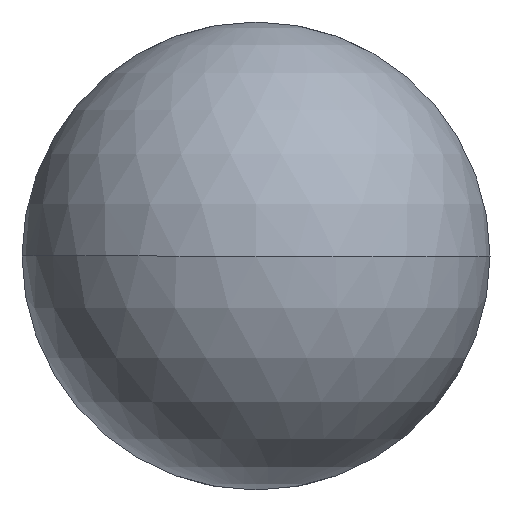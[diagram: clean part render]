
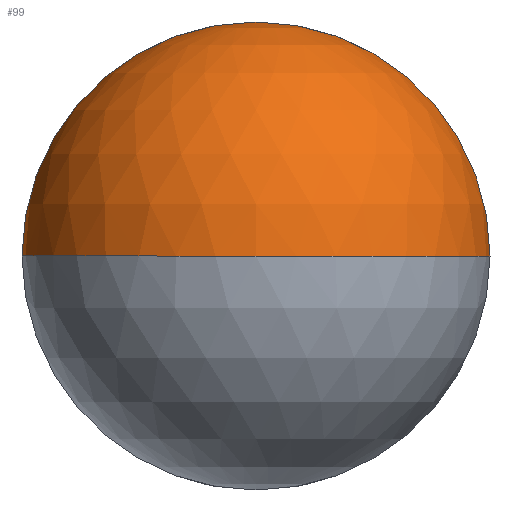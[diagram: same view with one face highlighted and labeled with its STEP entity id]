
A CAD part, front view. The second image highlights one B-rep face of the part: STEP entity #99.
In plain terms, the highlighted spherical face has radius 2.381 mm.
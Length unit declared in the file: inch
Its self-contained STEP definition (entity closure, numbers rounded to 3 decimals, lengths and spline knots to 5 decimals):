
#3 = VERTEX_POINT ( 'NONE', #48 ) ;
#4 = VERTEX_POINT ( 'NONE', #273 ) ;
#9 = CARTESIAN_POINT ( 'NONE',  ( 0., 0.09375, 0. ) ) ;
#17 = EDGE_CURVE ( 'NONE', #4, #197, #82, .T. ) ;
#19 = AXIS2_PLACEMENT_3D ( 'NONE', #281, #233, #282 ) ;
#32 = AXIS2_PLACEMENT_3D ( 'NONE', #78, #334, #83 ) ;
#48 = CARTESIAN_POINT ( 'NONE',  ( 0., 0.09375, 0.09375 ) ) ;
#61 = CARTESIAN_POINT ( 'NONE',  ( 0., 0.09375, 0. ) ) ;
#77 = CIRCLE ( 'NONE', #284, 0.09375 ) ;
#78 = CARTESIAN_POINT ( 'NONE',  ( 0., 0.09375, 0. ) ) ;
#82 = CIRCLE ( 'NONE', #32, 0.09375 ) ;
#83 = DIRECTION ( 'NONE',  ( 1., 0., 0. ) ) ;
#86 = EDGE_CURVE ( 'NONE', #141, #197, #77, .T. ) ;
#95 = SPHERICAL_SURFACE ( 'NONE', #104, 0.09375 ) ;
#99 = ADVANCED_FACE ( 'NONE', ( #367 ), #95, .T. ) ;
#104 = AXIS2_PLACEMENT_3D ( 'NONE', #9, #182, #265 ) ;
#106 = ORIENTED_EDGE ( 'NONE', *, *, #86, .F. ) ;
#113 = CARTESIAN_POINT ( 'NONE',  ( 0.09375, 0.09375, 0. ) ) ;
#121 = DIRECTION ( 'NONE',  ( 0., 0., -1. ) ) ;
#140 = EDGE_CURVE ( 'NONE', #3, #4, #204, .T. ) ;
#141 = VERTEX_POINT ( 'NONE', #113 ) ;
#149 = CARTESIAN_POINT ( 'NONE',  ( 0., 0.09375, 0. ) ) ;
#157 = EDGE_CURVE ( 'NONE', #141, #3, #342, .T. ) ;
#182 = DIRECTION ( 'NONE',  ( 0., 0., 1. ) ) ;
#197 = VERTEX_POINT ( 'NONE', #241 ) ;
#204 = CIRCLE ( 'NONE', #250, 0.09375 ) ;
#205 = DIRECTION ( 'NONE',  ( 0., 0., -1. ) ) ;
#233 = DIRECTION ( 'NONE',  ( 0., -1., 0. ) ) ;
#241 = CARTESIAN_POINT ( 'NONE',  ( 0., 0., 0. ) ) ;
#248 = ORIENTED_EDGE ( 'NONE', *, *, #140, .T. ) ;
#250 = AXIS2_PLACEMENT_3D ( 'NONE', #149, #258, #205 ) ;
#258 = DIRECTION ( 'NONE',  ( 0., -1., 0. ) ) ;
#261 = DIRECTION ( 'NONE',  ( -1., 0., 0. ) ) ;
#265 = DIRECTION ( 'NONE',  ( 1., 0., 0. ) ) ;
#273 = CARTESIAN_POINT ( 'NONE',  ( -0.09375, 0.09375, 0. ) ) ;
#281 = CARTESIAN_POINT ( 'NONE',  ( 0., 0.09375, 0. ) ) ;
#282 = DIRECTION ( 'NONE',  ( 0., 0., -1. ) ) ;
#284 = AXIS2_PLACEMENT_3D ( 'NONE', #61, #121, #261 ) ;
#319 = ORIENTED_EDGE ( 'NONE', *, *, #157, .T. ) ;
#330 = EDGE_LOOP ( 'NONE', ( #248, #345, #106, #319 ) ) ;
#334 = DIRECTION ( 'NONE',  ( 0., 0., 1. ) ) ;
#342 = CIRCLE ( 'NONE', #19, 0.09375 ) ;
#345 = ORIENTED_EDGE ( 'NONE', *, *, #17, .T. ) ;
#367 = FACE_OUTER_BOUND ( 'NONE', #330, .T. ) ;
